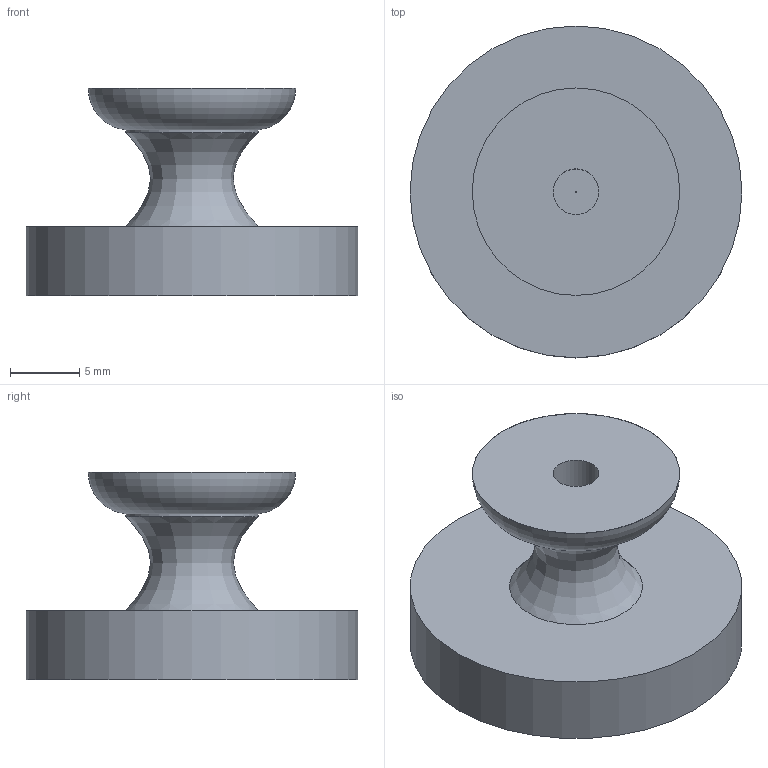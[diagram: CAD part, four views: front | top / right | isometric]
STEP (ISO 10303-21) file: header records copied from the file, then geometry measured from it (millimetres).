
FILE_DESCRIPTION(/* description */ (''),/* implementation_level */ '2;1');
FILE_NAME(/* name */ '02-06-SpringKnob v5.step',/* time_stamp */ '2024-01-20T11:27:33+01:00',/* author */ (''),/* organization */ (''),/* preprocessor_version */ 'ST-DEVELOPER v20',/* originating_system */ 'Autodesk Translation Framework v12.14.0.127',/* authorisation */ '');
FILE_SCHEMA (('AUTOMOTIVE_DESIGN { 1 0 10303 214 3 1 1 }'));
Length unit declared in the file: millimetre
Products named in the file (1): 02-06-SpringKnob
Bounding box: 24 x 24 x 15 mm (x, y, z)
Volume: 2550.7 mm3; surface area: 1819.4 mm2
Topology: 1 solids, 1 shells, 12 faces, 22 edges, 14 vertices
Faces by surface type: cylinder 5, plane 4, bspline 2, torus 1
Full cylindrical faces by diameter (mm): 0.05 x1, 3.3 x1, 9.6 x1, 15 x1, 24 x1
Entity records: 614 total; most frequent: CARTESIAN_POINT 344, DIRECTION 55, ORIENTED_EDGE 42, AXIS2_PLACEMENT_3D 25, EDGE_CURVE 21, EDGE_LOOP 15, CIRCLE 14, VERTEX_POINT 14
